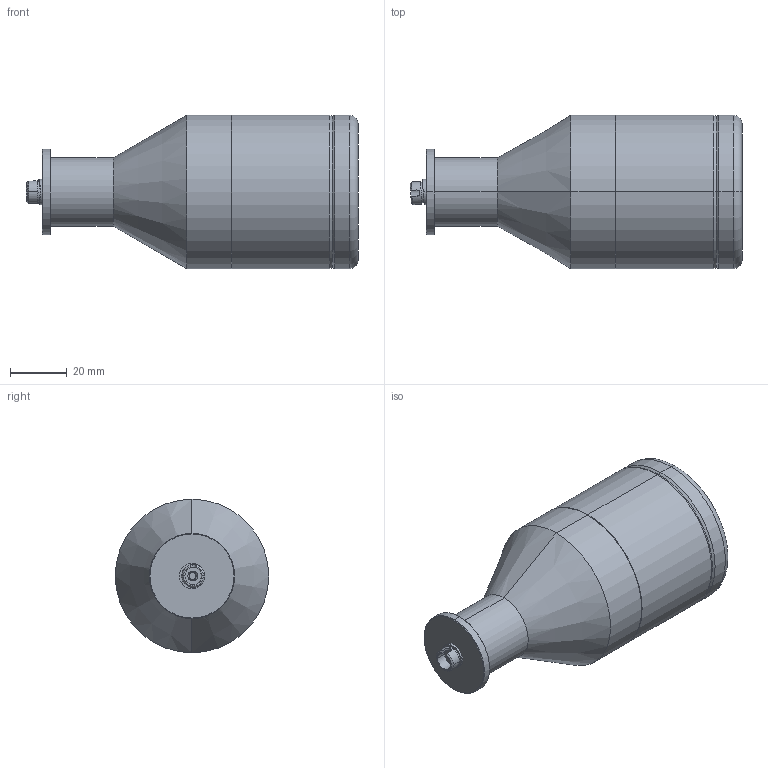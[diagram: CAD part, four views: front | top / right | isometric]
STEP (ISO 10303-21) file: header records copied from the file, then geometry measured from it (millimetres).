
FILE_DESCRIPTION((''),'2;1');
FILE_NAME('ACC-040L','2022-03-25T',('EDY'),(''),'CREO PARAMETRIC BY PTC INC, 2018070','CREO PARAMETRIC BY PTC INC, 2018070','');
FILE_SCHEMA(('CONFIG_CONTROL_DESIGN'));
Length unit declared in the file: millimetre
Products named in the file (1): ACC-040L
Bounding box: 116.81 x 54 x 54 mm (x, y, z)
Volume: 182196.6 mm3; surface area: 19112.5 mm2
Topology: 1 solids, 1 shells, 50 faces, 106 edges, 63 vertices
Faces by surface type: cylinder 21, cone 17, plane 10, torus 2
Entity records: 1487 total; most frequent: CARTESIAN_POINT 290, DIRECTION 252, ORIENTED_EDGE 212, EDGE_CURVE 106, AXIS2_PLACEMENT_3D 104, VERTEX_POINT 63, EDGE_LOOP 55, CIRCLE 54
